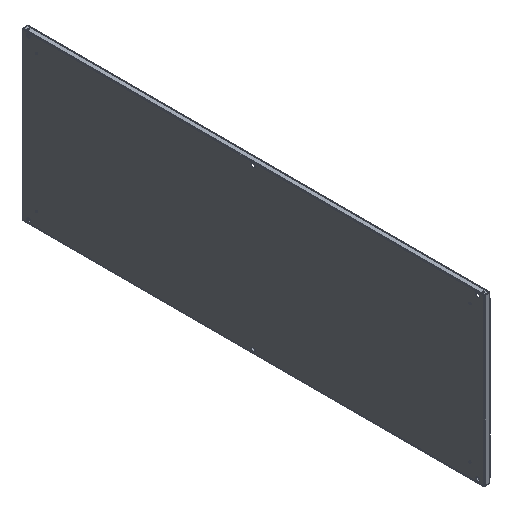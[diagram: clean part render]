
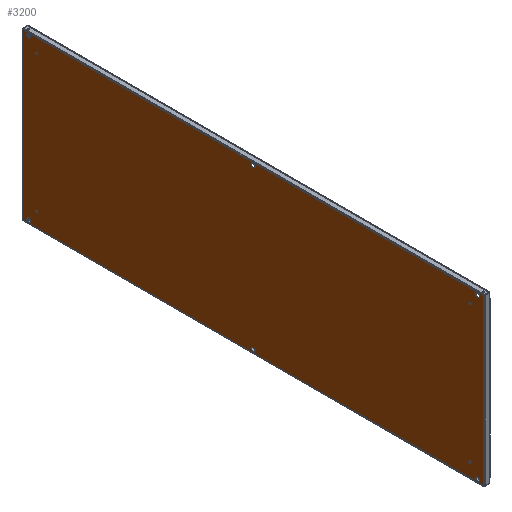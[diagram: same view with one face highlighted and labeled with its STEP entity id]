
A CAD part, isometric view. The second image highlights one B-rep face of the part: STEP entity #3200.
In plain terms, the highlighted planar face has unit normal (-1, 0, 0).
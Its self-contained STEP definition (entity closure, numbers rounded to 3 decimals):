
#17 = EDGE_LOOP ( 'NONE', ( #2665, #462, #466, #2024 ) ) ;
#26 = CARTESIAN_POINT ( 'NONE',  ( -2., 945., 338. ) ) ;
#40 = AXIS2_PLACEMENT_3D ( 'NONE', #3030, #860, #1043 ) ;
#42 = FACE_BOUND ( 'NONE', #1890, .T. ) ;
#85 = DIRECTION ( 'NONE',  ( 0., 0., -1. ) ) ;
#110 = DIRECTION ( 'NONE',  ( 0., -1., 0. ) ) ;
#116 = CARTESIAN_POINT ( 'NONE',  ( -2., -888., 281. ) ) ;
#195 = DIRECTION ( 'NONE',  ( 0., -1., 0. ) ) ;
#240 = FACE_BOUND ( 'NONE', #1203, .T. ) ;
#270 = AXIS2_PLACEMENT_3D ( 'NONE', #1526, #1273, #1759 ) ;
#334 = EDGE_LOOP ( 'NONE', ( #3005 ) ) ;
#382 = VERTEX_POINT ( 'NONE', #1617 ) ;
#423 = LINE ( 'NONE', #1445, #2774 ) ;
#461 = EDGE_CURVE ( 'NONE', #3103, #3103, #2883, .T. ) ;
#462 = ORIENTED_EDGE ( 'NONE', *, *, #2895, .F. ) ;
#466 = ORIENTED_EDGE ( 'NONE', *, *, #2511, .F. ) ;
#513 = DIRECTION ( 'NONE',  ( -1., 0., 0. ) ) ;
#566 = CARTESIAN_POINT ( 'NONE',  ( -2., 945., -338. ) ) ;
#568 = CARTESIAN_POINT ( 'NONE',  ( -2., 920., 327.5 ) ) ;
#617 = EDGE_CURVE ( 'NONE', #681, #2443, #423, .T. ) ;
#632 = CIRCLE ( 'NONE', #2779, 8. ) ;
#642 = CARTESIAN_POINT ( 'NONE',  ( -2., -928., -327.5 ) ) ;
#681 = VERTEX_POINT ( 'NONE', #2218 ) ;
#687 = DIRECTION ( 'NONE',  ( 0., -1., 0. ) ) ;
#690 = AXIS2_PLACEMENT_3D ( 'NONE', #1394, #2382, #687 ) ;
#761 = ORIENTED_EDGE ( 'NONE', *, *, #461, .T. ) ;
#824 = DIRECTION ( 'NONE',  ( 1., 0., 0. ) ) ;
#844 = VERTEX_POINT ( 'NONE', #642 ) ;
#860 = DIRECTION ( 'NONE',  ( 1., 0., 0. ) ) ;
#865 = LINE ( 'NONE', #1404, #3067 ) ;
#879 = EDGE_CURVE ( 'NONE', #2877, #2877, #2727, .T. ) ;
#893 = CARTESIAN_POINT ( 'NONE',  ( -2., -891.5, -281. ) ) ;
#997 = LINE ( 'NONE', #1528, #2710 ) ;
#1014 = FACE_OUTER_BOUND ( 'NONE', #17, .T. ) ;
#1043 = DIRECTION ( 'NONE',  ( 0., 1., 0. ) ) ;
#1051 = CARTESIAN_POINT ( 'NONE',  ( -2., -920., -327.5 ) ) ;
#1067 = DIRECTION ( 'NONE',  ( 0., 1., 0. ) ) ;
#1068 = CIRCLE ( 'NONE', #2992, 8. ) ;
#1111 = DIRECTION ( 'NONE',  ( 0., -1., 0. ) ) ;
#1117 = VERTEX_POINT ( 'NONE', #2635 ) ;
#1145 = EDGE_LOOP ( 'NONE', ( #1387 ) ) ;
#1188 = ORIENTED_EDGE ( 'NONE', *, *, #2887, .F. ) ;
#1203 = EDGE_LOOP ( 'NONE', ( #2149 ) ) ;
#1256 = FACE_BOUND ( 'NONE', #1145, .T. ) ;
#1264 = CARTESIAN_POINT ( 'NONE',  ( -2., 0., 327.5 ) ) ;
#1273 = DIRECTION ( 'NONE',  ( 1., 0., 0. ) ) ;
#1289 = AXIS2_PLACEMENT_3D ( 'NONE', #1051, #1571, #2560 ) ;
#1292 = EDGE_CURVE ( 'NONE', #382, #382, #632, .T. ) ;
#1296 = CIRCLE ( 'NONE', #3119, 3.5 ) ;
#1308 = CARTESIAN_POINT ( 'NONE',  ( -2., 945., 338. ) ) ;
#1314 = FACE_BOUND ( 'NONE', #2583, .T. ) ;
#1350 = VERTEX_POINT ( 'NONE', #1381 ) ;
#1367 = ORIENTED_EDGE ( 'NONE', *, *, #2829, .F. ) ;
#1381 = CARTESIAN_POINT ( 'NONE',  ( -2., 912., -327.5 ) ) ;
#1387 = ORIENTED_EDGE ( 'NONE', *, *, #1685, .T. ) ;
#1394 = CARTESIAN_POINT ( 'NONE',  ( -2., -888., -281. ) ) ;
#1400 = CARTESIAN_POINT ( 'NONE',  ( -2., -928., 327.5 ) ) ;
#1404 = CARTESIAN_POINT ( 'NONE',  ( -2., -945., 338. ) ) ;
#1425 = VERTEX_POINT ( 'NONE', #2367 ) ;
#1445 = CARTESIAN_POINT ( 'NONE',  ( -2., 945., 338. ) ) ;
#1498 = EDGE_LOOP ( 'NONE', ( #1188 ) ) ;
#1514 = AXIS2_PLACEMENT_3D ( 'NONE', #26, #1804, #1067 ) ;
#1526 = CARTESIAN_POINT ( 'NONE',  ( -2., 920., -327.5 ) ) ;
#1528 = CARTESIAN_POINT ( 'NONE',  ( -2., 945., -338. ) ) ;
#1543 = CIRCLE ( 'NONE', #690, 3.5 ) ;
#1545 = DIRECTION ( 'NONE',  ( -1., 0., 0. ) ) ;
#1571 = DIRECTION ( 'NONE',  ( 1., 0., 0. ) ) ;
#1581 = CARTESIAN_POINT ( 'NONE',  ( -2., 0., -327.5 ) ) ;
#1595 = LINE ( 'NONE', #1308, #2649 ) ;
#1602 = CARTESIAN_POINT ( 'NONE',  ( -2., -8., 327.5 ) ) ;
#1617 = CARTESIAN_POINT ( 'NONE',  ( -2., -8., -327.5 ) ) ;
#1627 = CARTESIAN_POINT ( 'NONE',  ( -2., -945., -338. ) ) ;
#1636 = ORIENTED_EDGE ( 'NONE', *, *, #1857, .F. ) ;
#1658 = ORIENTED_EDGE ( 'NONE', *, *, #1976, .T. ) ;
#1661 = VERTEX_POINT ( 'NONE', #1627 ) ;
#1665 = CARTESIAN_POINT ( 'NONE',  ( -2., 891.5, 281. ) ) ;
#1685 = EDGE_CURVE ( 'NONE', #2097, #2097, #1543, .T. ) ;
#1711 = CIRCLE ( 'NONE', #270, 8. ) ;
#1759 = DIRECTION ( 'NONE',  ( 0., -1., 0. ) ) ;
#1769 = DIRECTION ( 'NONE',  ( -1., 0., 0. ) ) ;
#1783 = CARTESIAN_POINT ( 'NONE',  ( -2., 888., -281. ) ) ;
#1804 = DIRECTION ( 'NONE',  ( 1., 0., 0. ) ) ;
#1811 = AXIS2_PLACEMENT_3D ( 'NONE', #1965, #2460, #195 ) ;
#1856 = VERTEX_POINT ( 'NONE', #1400 ) ;
#1857 = EDGE_CURVE ( 'NONE', #1117, #1117, #1068, .T. ) ;
#1890 = EDGE_LOOP ( 'NONE', ( #2021 ) ) ;
#1965 = CARTESIAN_POINT ( 'NONE',  ( -2., -920., 327.5 ) ) ;
#1976 = EDGE_CURVE ( 'NONE', #1350, #1350, #1711, .T. ) ;
#1988 = EDGE_LOOP ( 'NONE', ( #1658 ) ) ;
#1998 = FACE_BOUND ( 'NONE', #1498, .T. ) ;
#2013 = PLANE ( 'NONE',  #1514 ) ;
#2021 = ORIENTED_EDGE ( 'NONE', *, *, #2368, .F. ) ;
#2024 = ORIENTED_EDGE ( 'NONE', *, *, #617, .T. ) ;
#2042 = FACE_BOUND ( 'NONE', #334, .T. ) ;
#2097 = VERTEX_POINT ( 'NONE', #893 ) ;
#2149 = ORIENTED_EDGE ( 'NONE', *, *, #1292, .T. ) ;
#2218 = CARTESIAN_POINT ( 'NONE',  ( -2., 945., 338. ) ) ;
#2231 = CIRCLE ( 'NONE', #1289, 8. ) ;
#2257 = FACE_BOUND ( 'NONE', #1988, .T. ) ;
#2270 = EDGE_CURVE ( 'NONE', #844, #844, #2231, .T. ) ;
#2291 = FACE_BOUND ( 'NONE', #3207, .T. ) ;
#2343 = AXIS2_PLACEMENT_3D ( 'NONE', #1783, #513, #2531 ) ;
#2367 = CARTESIAN_POINT ( 'NONE',  ( -2., -945., 338. ) ) ;
#2368 = EDGE_CURVE ( 'NONE', #1856, #1856, #3060, .T. ) ;
#2382 = DIRECTION ( 'NONE',  ( 1., 0., 0. ) ) ;
#2388 = VERTEX_POINT ( 'NONE', #2859 ) ;
#2390 = ORIENTED_EDGE ( 'NONE', *, *, #879, .F. ) ;
#2405 = DIRECTION ( 'NONE',  ( -1., 0., 0. ) ) ;
#2443 = VERTEX_POINT ( 'NONE', #566 ) ;
#2460 = DIRECTION ( 'NONE',  ( -1., 0., 0. ) ) ;
#2511 = EDGE_CURVE ( 'NONE', #681, #1425, #1595, .T. ) ;
#2531 = DIRECTION ( 'NONE',  ( 0., 1., 0. ) ) ;
#2560 = DIRECTION ( 'NONE',  ( 0., -1., 0. ) ) ;
#2564 = DIRECTION ( 'NONE',  ( 0., -1., 0. ) ) ;
#2583 = EDGE_LOOP ( 'NONE', ( #761 ) ) ;
#2625 = AXIS2_PLACEMENT_3D ( 'NONE', #1264, #1769, #2740 ) ;
#2635 = CARTESIAN_POINT ( 'NONE',  ( -2., 912., 327.5 ) ) ;
#2649 = VECTOR ( 'NONE', #110, 1000. ) ;
#2665 = ORIENTED_EDGE ( 'NONE', *, *, #3247, .T. ) ;
#2707 = CIRCLE ( 'NONE', #2343, 3.5 ) ;
#2710 = VECTOR ( 'NONE', #3017, 1000. ) ;
#2727 = CIRCLE ( 'NONE', #2625, 8. ) ;
#2740 = DIRECTION ( 'NONE',  ( 0., -1., 0. ) ) ;
#2772 = DIRECTION ( 'NONE',  ( 0., -1., 0. ) ) ;
#2774 = VECTOR ( 'NONE', #85, 1000. ) ;
#2779 = AXIS2_PLACEMENT_3D ( 'NONE', #1581, #824, #1111 ) ;
#2820 = EDGE_LOOP ( 'NONE', ( #1367 ) ) ;
#2829 = EDGE_CURVE ( 'NONE', #2845, #2845, #2707, .T. ) ;
#2845 = VERTEX_POINT ( 'NONE', #3074 ) ;
#2859 = CARTESIAN_POINT ( 'NONE',  ( -2., -891.5, 281. ) ) ;
#2877 = VERTEX_POINT ( 'NONE', #1602 ) ;
#2883 = CIRCLE ( 'NONE', #40, 3.5 ) ;
#2887 = EDGE_CURVE ( 'NONE', #2388, #2388, #1296, .T. ) ;
#2895 = EDGE_CURVE ( 'NONE', #1425, #1661, #865, .T. ) ;
#2899 = DIRECTION ( 'NONE',  ( 0., 0., -1. ) ) ;
#2992 = AXIS2_PLACEMENT_3D ( 'NONE', #568, #1545, #2772 ) ;
#3005 = ORIENTED_EDGE ( 'NONE', *, *, #2270, .T. ) ;
#3017 = DIRECTION ( 'NONE',  ( 0., -1., 0. ) ) ;
#3030 = CARTESIAN_POINT ( 'NONE',  ( -2., 888., 281. ) ) ;
#3034 = FACE_BOUND ( 'NONE', #2820, .T. ) ;
#3060 = CIRCLE ( 'NONE', #1811, 8. ) ;
#3067 = VECTOR ( 'NONE', #2899, 1000. ) ;
#3074 = CARTESIAN_POINT ( 'NONE',  ( -2., 891.5, -281. ) ) ;
#3103 = VERTEX_POINT ( 'NONE', #1665 ) ;
#3119 = AXIS2_PLACEMENT_3D ( 'NONE', #116, #2405, #2564 ) ;
#3200 = ADVANCED_FACE ( 'NONE', ( #1314, #3034, #1256, #2257, #2042, #240, #42, #3234, #1998, #2291, #1014 ), #2013, .F. ) ;
#3207 = EDGE_LOOP ( 'NONE', ( #2390 ) ) ;
#3226 = EDGE_LOOP ( 'NONE', ( #1636 ) ) ;
#3234 = FACE_BOUND ( 'NONE', #3226, .T. ) ;
#3247 = EDGE_CURVE ( 'NONE', #2443, #1661, #997, .T. ) ;
